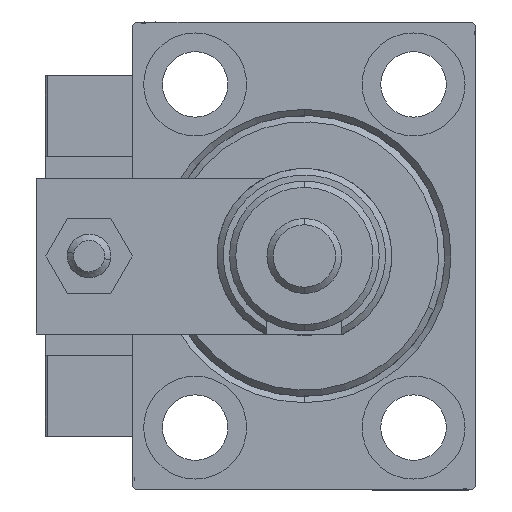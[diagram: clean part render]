
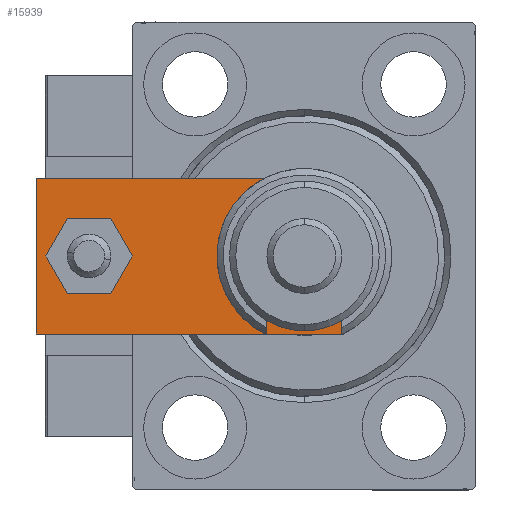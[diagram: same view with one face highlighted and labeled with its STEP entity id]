
A CAD part, left-side view. The second image highlights one B-rep face of the part: STEP entity #15939.
In plain terms, the highlighted face is planar.
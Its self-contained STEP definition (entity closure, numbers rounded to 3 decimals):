
#1426 = VERTEX_POINT ( 'NONE', #14030 ) ;
#2647 = DIRECTION ( 'NONE',  ( 0., 0., 1. ) ) ;
#2981 = CARTESIAN_POINT ( 'NONE',  ( -12.5, 55., 6. ) ) ;
#4674 = DIRECTION ( 'NONE',  ( 1., 0., 0. ) ) ;
#5684 = ORIENTED_EDGE ( 'NONE', *, *, #34347, .F. ) ;
#6168 = VECTOR ( 'NONE', #4674, 1000. ) ;
#6408 = CARTESIAN_POINT ( 'NONE',  ( 3.42, -3.42, 6. ) ) ;
#8047 = CARTESIAN_POINT ( 'NONE',  ( 4., 46.5, 6. ) ) ;
#8196 = AXIS2_PLACEMENT_3D ( 'NONE', #25068, #21068, #33593 ) ;
#8506 = VECTOR ( 'NONE', #45920, 1000. ) ;
#8683 = CARTESIAN_POINT ( 'NONE',  ( -12.5, 0., 6. ) ) ;
#9160 = ORIENTED_EDGE ( 'NONE', *, *, #45087, .F. ) ;
#9511 = CARTESIAN_POINT ( 'NONE',  ( -3.42, -3.42, 6. ) ) ;
#9642 = CARTESIAN_POINT ( 'NONE',  ( 12.5, 55., 6. ) ) ;
#10464 = CARTESIAN_POINT ( 'NONE',  ( 6.84, 0., 6. ) ) ;
#10758 = CIRCLE ( 'NONE', #8196, 8.25 ) ;
#11327 = FACE_OUTER_BOUND ( 'NONE', #37864, .T. ) ;
#11891 = AXIS2_PLACEMENT_3D ( 'NONE', #35707, #2647, #39430 ) ;
#12226 = VERTEX_POINT ( 'NONE', #36417 ) ;
#12560 = CARTESIAN_POINT ( 'NONE',  ( 12.5, 55., 6. ) ) ;
#13051 = EDGE_CURVE ( 'NONE', #42026, #24497, #25807, .T. ) ;
#13278 = DIRECTION ( 'NONE',  ( 1., 0., 0. ) ) ;
#13382 = ORIENTED_EDGE ( 'NONE', *, *, #42901, .F. ) ;
#13395 = LINE ( 'NONE', #9642, #8506 ) ;
#14030 = CARTESIAN_POINT ( 'NONE',  ( -4., 46.5, 6. ) ) ;
#14382 = CIRCLE ( 'NONE', #44168, 4. ) ;
#15939 = ADVANCED_FACE ( 'NONE', ( #43593, #11327, #19858 ), #44378, .T. ) ;
#16750 = CARTESIAN_POINT ( 'NONE',  ( 8.25, 12., 6. ) ) ;
#17551 = VECTOR ( 'NONE', #30178, 1000. ) ;
#17919 = LINE ( 'NONE', #6408, #17551 ) ;
#18476 = LINE ( 'NONE', #2981, #22247 ) ;
#19858 = FACE_BOUND ( 'NONE', #25771, .T. ) ;
#19907 = LINE ( 'NONE', #8683, #6168 ) ;
#20584 = VECTOR ( 'NONE', #46570, 1000. ) ;
#21068 = DIRECTION ( 'NONE',  ( 0., 0., 1. ) ) ;
#21782 = LINE ( 'NONE', #9511, #20584 ) ;
#22247 = VECTOR ( 'NONE', #31253, 1000. ) ;
#23329 = CARTESIAN_POINT ( 'NONE',  ( 0., 0., 6. ) ) ;
#24497 = VERTEX_POINT ( 'NONE', #12560 ) ;
#24909 = ORIENTED_EDGE ( 'NONE', *, *, #40535, .F. ) ;
#25068 = CARTESIAN_POINT ( 'NONE',  ( 0., 12., 6. ) ) ;
#25392 = CARTESIAN_POINT ( 'NONE',  ( -8.25, 12., 6. ) ) ;
#25771 = EDGE_LOOP ( 'NONE', ( #9160, #5684 ) ) ;
#25807 = LINE ( 'NONE', #49802, #48097 ) ;
#26067 = CARTESIAN_POINT ( 'NONE',  ( 0., 46.5, 6. ) ) ;
#28513 = ORIENTED_EDGE ( 'NONE', *, *, #30660, .T. ) ;
#29471 = CARTESIAN_POINT ( 'NONE',  ( -6.84, 0., 6. ) ) ;
#29551 = DIRECTION ( 'NONE',  ( 0., 1., 0. ) ) ;
#30178 = DIRECTION ( 'NONE',  ( 0.707, 0.707, 0. ) ) ;
#30660 = EDGE_CURVE ( 'NONE', #12226, #40510, #18476, .T. ) ;
#31194 = AXIS2_PLACEMENT_3D ( 'NONE', #23329, #52370, #35861 ) ;
#31253 = DIRECTION ( 'NONE',  ( 0., -1., 0. ) ) ;
#31417 = DIRECTION ( 'NONE',  ( 1., 0., 0. ) ) ;
#33334 = EDGE_CURVE ( 'NONE', #38487, #42026, #17919, .T. ) ;
#33593 = DIRECTION ( 'NONE',  ( 1., 0., 0. ) ) ;
#34347 = EDGE_CURVE ( 'NONE', #51600, #43715, #10758, .T. ) ;
#34891 = CIRCLE ( 'NONE', #11891, 8.25 ) ;
#35707 = CARTESIAN_POINT ( 'NONE',  ( 0., 12., 6. ) ) ;
#35861 = DIRECTION ( 'NONE',  ( 1., 0., 0. ) ) ;
#36417 = CARTESIAN_POINT ( 'NONE',  ( -12.5, 55., 6. ) ) ;
#37159 = ORIENTED_EDGE ( 'NONE', *, *, #52706, .T. ) ;
#37811 = ORIENTED_EDGE ( 'NONE', *, *, #50716, .T. ) ;
#37864 = EDGE_LOOP ( 'NONE', ( #28513, #37811, #37159, #47711, #49176, #43172 ) ) ;
#38060 = CARTESIAN_POINT ( 'NONE',  ( -12.5, 5.66, 6. ) ) ;
#38317 = CIRCLE ( 'NONE', #42584, 4. ) ;
#38487 = VERTEX_POINT ( 'NONE', #10464 ) ;
#39430 = DIRECTION ( 'NONE',  ( 1., 0., 0. ) ) ;
#39674 = CARTESIAN_POINT ( 'NONE',  ( 0., 46.5, 6. ) ) ;
#39982 = EDGE_LOOP ( 'NONE', ( #13382, #24909 ) ) ;
#40510 = VERTEX_POINT ( 'NONE', #38060 ) ;
#40535 = EDGE_CURVE ( 'NONE', #49803, #1426, #14382, .T. ) ;
#41802 = DIRECTION ( 'NONE',  ( 0., 0., 1. ) ) ;
#42026 = VERTEX_POINT ( 'NONE', #52108 ) ;
#42584 = AXIS2_PLACEMENT_3D ( 'NONE', #39674, #48477, #31417 ) ;
#42901 = EDGE_CURVE ( 'NONE', #1426, #49803, #38317, .T. ) ;
#43172 = ORIENTED_EDGE ( 'NONE', *, *, #45648, .T. ) ;
#43593 = FACE_BOUND ( 'NONE', #39982, .T. ) ;
#43715 = VERTEX_POINT ( 'NONE', #25392 ) ;
#44168 = AXIS2_PLACEMENT_3D ( 'NONE', #26067, #41802, #13278 ) ;
#44378 = PLANE ( 'NONE',  #31194 ) ;
#45087 = EDGE_CURVE ( 'NONE', #43715, #51600, #34891, .T. ) ;
#45648 = EDGE_CURVE ( 'NONE', #24497, #12226, #13395, .T. ) ;
#45920 = DIRECTION ( 'NONE',  ( -1., 0., 0. ) ) ;
#46570 = DIRECTION ( 'NONE',  ( 0.707, -0.707, 0. ) ) ;
#47711 = ORIENTED_EDGE ( 'NONE', *, *, #33334, .T. ) ;
#47862 = VERTEX_POINT ( 'NONE', #29471 ) ;
#48097 = VECTOR ( 'NONE', #29551, 1000. ) ;
#48477 = DIRECTION ( 'NONE',  ( 0., 0., 1. ) ) ;
#49176 = ORIENTED_EDGE ( 'NONE', *, *, #13051, .T. ) ;
#49802 = CARTESIAN_POINT ( 'NONE',  ( 12.5, 0., 6. ) ) ;
#49803 = VERTEX_POINT ( 'NONE', #8047 ) ;
#50716 = EDGE_CURVE ( 'NONE', #40510, #47862, #21782, .T. ) ;
#51600 = VERTEX_POINT ( 'NONE', #16750 ) ;
#52108 = CARTESIAN_POINT ( 'NONE',  ( 12.5, 5.66, 6. ) ) ;
#52370 = DIRECTION ( 'NONE',  ( 0., 0., 1. ) ) ;
#52706 = EDGE_CURVE ( 'NONE', #47862, #38487, #19907, .T. ) ;
